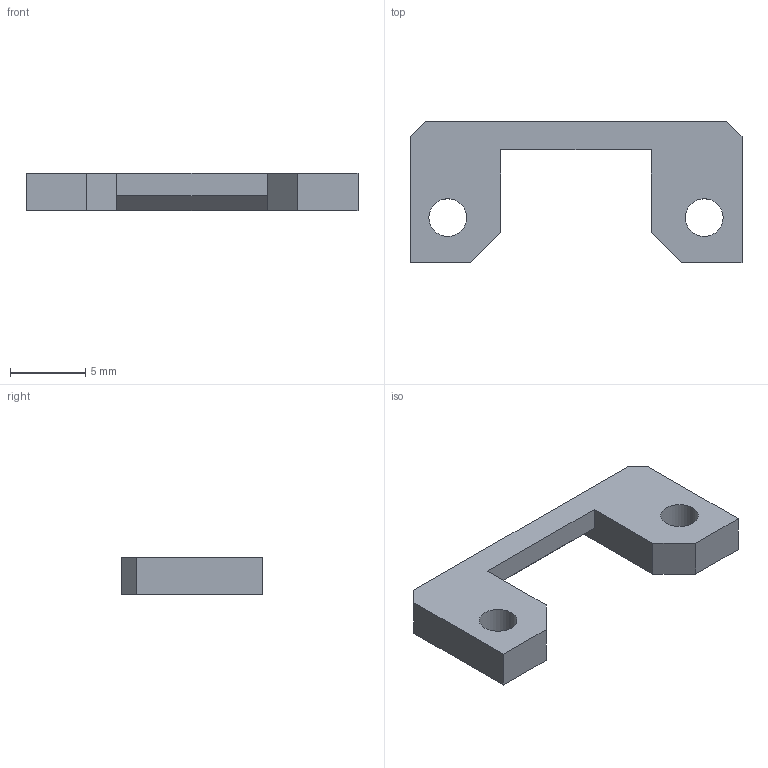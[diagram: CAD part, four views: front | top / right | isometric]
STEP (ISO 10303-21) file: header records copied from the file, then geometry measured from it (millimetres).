
FILE_DESCRIPTION(('FreeCAD Model'),'2;1');
FILE_NAME('Open CASCADE Shape Model','1974-01-01T00:00:00',(''),(''), 'Open CASCADE STEP processor 7.7','FreeCAD','Unknown');
FILE_SCHEMA(('AUTOMOTIVE_DESIGN { 1 0 10303 214 1 1 1 1 }'));
Length unit declared in the file: millimetre
Products named in the file (1): k1_toolhead_microprobe_spacer_step
Bounding box: 22 x 9.4 x 2.5 mm (x, y, z)
Volume: 287.5 mm3; surface area: 454.1 mm2
Topology: 1 solids, 1 shells, 17 faces, 47 edges, 32 vertices
Faces by surface type: plane 15, cylinder 2
Full cylindrical faces by diameter (mm): 2.5 x2
Entity records: 559 total; most frequent: CARTESIAN_POINT 97, ORIENTED_EDGE 94, DIRECTION 87, EDGE_CURVE 47, LINE 43, VECTOR 43, VERTEX_POINT 32, AXIS2_PLACEMENT_3D 22
